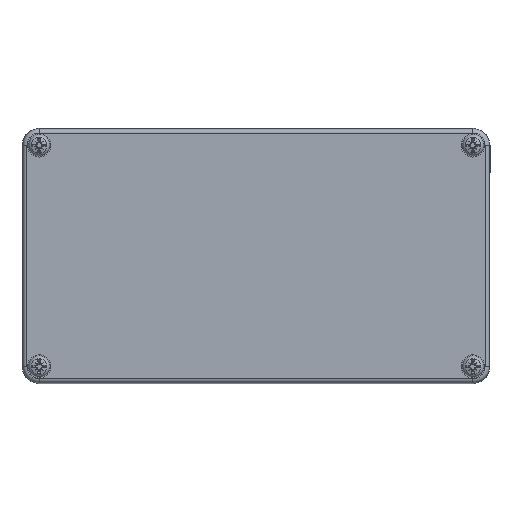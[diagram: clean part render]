
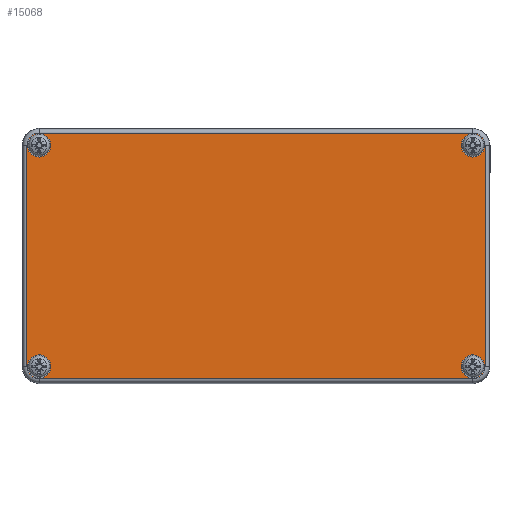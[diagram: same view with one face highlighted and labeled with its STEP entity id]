
A CAD part, top view. The second image highlights one B-rep face of the part: STEP entity #15068.
In plain terms, the highlighted planar face has unit normal (0, 0, 1).
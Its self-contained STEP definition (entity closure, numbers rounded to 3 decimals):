
#537=CIRCLE('',#15983,5.5);
#539=CIRCLE('',#15987,5.5);
#541=CIRCLE('',#15991,5.5);
#543=CIRCLE('',#15995,5.5);
#618=CIRCLE('',#16142,5.686);
#624=CIRCLE('',#16150,5.686);
#628=CIRCLE('',#16156,5.686);
#632=CIRCLE('',#16162,5.686);
#1864=LINE('',#31558,#2923);
#1866=LINE('',#31570,#2925);
#1868=LINE('',#31582,#2927);
#1870=LINE('',#31591,#2929);
#2923=VECTOR('',#19194,104.);
#2925=VECTOR('',#19208,204.);
#2927=VECTOR('',#19222,104.);
#2929=VECTOR('',#19234,204.);
#3502=FACE_BOUND('',#5364,.T.);
#3503=FACE_BOUND('',#5365,.T.);
#3504=FACE_BOUND('',#5366,.T.);
#3505=FACE_BOUND('',#5367,.T.);
#4269=FACE_OUTER_BOUND('',#5363,.T.);
#5363=EDGE_LOOP('',(#13141,#13142,#13143,#13144,#13145,#13146,#13147,#13148));
#5364=EDGE_LOOP('',(#13149));
#5365=EDGE_LOOP('',(#13150));
#5366=EDGE_LOOP('',(#13151));
#5367=EDGE_LOOP('',(#13152));
#7091=VERTEX_POINT('',#26738);
#7093=VERTEX_POINT('',#26744);
#7095=VERTEX_POINT('',#26750);
#7097=VERTEX_POINT('',#26756);
#7243=VERTEX_POINT('',#31546);
#7244=VERTEX_POINT('',#31548);
#7246=VERTEX_POINT('',#31554);
#7248=VERTEX_POINT('',#31560);
#7250=VERTEX_POINT('',#31566);
#7252=VERTEX_POINT('',#31572);
#7254=VERTEX_POINT('',#31578);
#7256=VERTEX_POINT('',#31584);
#8989=EDGE_CURVE('',#7091,#7091,#537,.T.);
#8991=EDGE_CURVE('',#7093,#7093,#539,.T.);
#8993=EDGE_CURVE('',#7095,#7095,#541,.T.);
#8995=EDGE_CURVE('',#7097,#7097,#543,.T.);
#9236=EDGE_CURVE('',#7243,#7244,#618,.T.);
#9241=EDGE_CURVE('',#7244,#7246,#1864,.T.);
#9244=EDGE_CURVE('',#7246,#7248,#624,.T.);
#9247=EDGE_CURVE('',#7248,#7250,#1866,.T.);
#9250=EDGE_CURVE('',#7250,#7252,#628,.T.);
#9253=EDGE_CURVE('',#7252,#7254,#1868,.T.);
#9256=EDGE_CURVE('',#7254,#7256,#632,.T.);
#9258=EDGE_CURVE('',#7256,#7243,#1870,.T.);
#13141=ORIENTED_EDGE('',*,*,#9236,.F.);
#13142=ORIENTED_EDGE('',*,*,#9258,.F.);
#13143=ORIENTED_EDGE('',*,*,#9256,.F.);
#13144=ORIENTED_EDGE('',*,*,#9253,.F.);
#13145=ORIENTED_EDGE('',*,*,#9250,.F.);
#13146=ORIENTED_EDGE('',*,*,#9247,.F.);
#13147=ORIENTED_EDGE('',*,*,#9244,.F.);
#13148=ORIENTED_EDGE('',*,*,#9241,.F.);
#13149=ORIENTED_EDGE('',*,*,#8989,.T.);
#13150=ORIENTED_EDGE('',*,*,#8991,.T.);
#13151=ORIENTED_EDGE('',*,*,#8993,.T.);
#13152=ORIENTED_EDGE('',*,*,#8995,.T.);
#14276=PLANE('',#16168);
#15068=ADVANCED_FACE('',(#4269,#3502,#3503,#3504,#3505),#14276,.T.);
#15983=AXIS2_PLACEMENT_3D('',#26739,#18762,#18763);
#15987=AXIS2_PLACEMENT_3D('',#26745,#18770,#18771);
#15991=AXIS2_PLACEMENT_3D('',#26751,#18778,#18779);
#15995=AXIS2_PLACEMENT_3D('',#26757,#18786,#18787);
#16142=AXIS2_PLACEMENT_3D('',#31549,#19183,#19184);
#16150=AXIS2_PLACEMENT_3D('',#31564,#19201,#19202);
#16156=AXIS2_PLACEMENT_3D('',#31576,#19215,#19216);
#16162=AXIS2_PLACEMENT_3D('',#31588,#19229,#19230);
#16168=AXIS2_PLACEMENT_3D('',#31601,#19248,#19249);
#18762=DIRECTION('center_axis',(0.,0.,-1.));
#18763=DIRECTION('ref_axis',(-1.,0.,0.));
#18770=DIRECTION('center_axis',(0.,0.,-1.));
#18771=DIRECTION('ref_axis',(-1.,0.,0.));
#18778=DIRECTION('center_axis',(0.,0.,-1.));
#18779=DIRECTION('ref_axis',(-1.,0.,0.));
#18786=DIRECTION('center_axis',(0.,0.,-1.));
#18787=DIRECTION('ref_axis',(-1.,0.,0.));
#19183=DIRECTION('center_axis',(0.,0.,-1.));
#19184=DIRECTION('ref_axis',(-0.707,-0.707,0.));
#19194=DIRECTION('',(0.,1.,0.));
#19201=DIRECTION('center_axis',(0.,0.,-1.));
#19202=DIRECTION('ref_axis',(-0.707,0.707,0.));
#19208=DIRECTION('',(1.,0.,0.));
#19215=DIRECTION('center_axis',(0.,0.,-1.));
#19216=DIRECTION('ref_axis',(0.707,0.707,0.));
#19222=DIRECTION('',(0.,-1.,0.));
#19229=DIRECTION('center_axis',(0.,0.,-1.));
#19230=DIRECTION('ref_axis',(0.707,-0.707,0.));
#19234=DIRECTION('',(-1.,0.,0.));
#19248=DIRECTION('center_axis',(0.,0.,1.));
#19249=DIRECTION('ref_axis',(1.,0.,0.));
#26738=CARTESIAN_POINT('',(107.5,-52.,20.));
#26739=CARTESIAN_POINT('Origin',(102.,-52.,20.));
#26744=CARTESIAN_POINT('',(-96.5,-52.,20.));
#26745=CARTESIAN_POINT('Origin',(-102.,-52.,20.));
#26750=CARTESIAN_POINT('',(107.5,52.,20.));
#26751=CARTESIAN_POINT('Origin',(102.,52.,20.));
#26756=CARTESIAN_POINT('',(-96.5,52.,20.));
#26757=CARTESIAN_POINT('Origin',(-102.,52.,20.));
#31546=CARTESIAN_POINT('',(-102.,-57.686,20.));
#31548=CARTESIAN_POINT('',(-107.686,-52.,20.));
#31549=CARTESIAN_POINT('Origin',(-102.,-52.,20.));
#31554=CARTESIAN_POINT('',(-107.686,52.,20.));
#31558=CARTESIAN_POINT('',(-107.686,-26.,20.));
#31560=CARTESIAN_POINT('',(-102.,57.686,20.));
#31564=CARTESIAN_POINT('Origin',(-102.,52.,20.));
#31566=CARTESIAN_POINT('',(102.,57.686,20.));
#31570=CARTESIAN_POINT('',(-51.,57.686,20.));
#31572=CARTESIAN_POINT('',(107.686,52.,20.));
#31576=CARTESIAN_POINT('Origin',(102.,52.,20.));
#31578=CARTESIAN_POINT('',(107.686,-52.,20.));
#31582=CARTESIAN_POINT('',(107.686,26.,20.));
#31584=CARTESIAN_POINT('',(102.,-57.686,20.));
#31588=CARTESIAN_POINT('Origin',(102.,-52.,20.));
#31591=CARTESIAN_POINT('',(51.,-57.686,20.));
#31601=CARTESIAN_POINT('Origin',(0.,0.,
20.));
